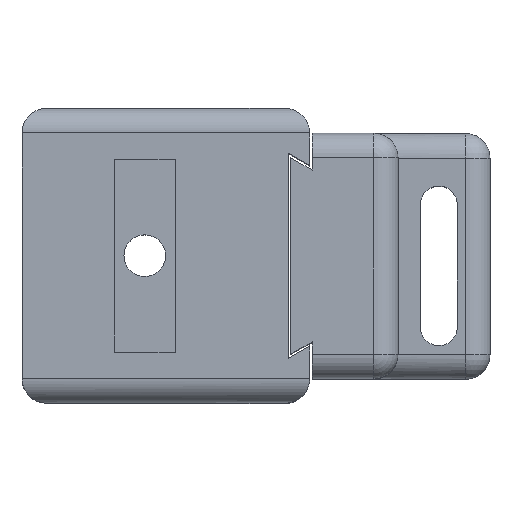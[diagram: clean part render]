
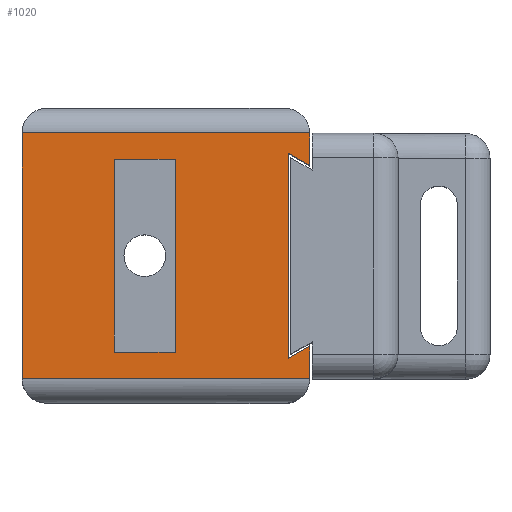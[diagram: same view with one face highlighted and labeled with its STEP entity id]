
A CAD part, top view. The second image highlights one B-rep face of the part: STEP entity #1020.
In plain terms, the highlighted planar face has unit normal (0, 0, 1).
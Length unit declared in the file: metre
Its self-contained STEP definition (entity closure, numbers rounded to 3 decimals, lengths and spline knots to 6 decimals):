
#116=ORIENTED_EDGE('',*,*,#403,.F.);
#117=ORIENTED_EDGE('',*,*,#404,.T.);
#118=ORIENTED_EDGE('',*,*,#376,.T.);
#119=ORIENTED_EDGE('',*,*,#405,.F.);
#120=ORIENTED_EDGE('',*,*,#399,.F.);
#121=ORIENTED_EDGE('',*,*,#406,.T.);
#122=ORIENTED_EDGE('',*,*,#407,.F.);
#123=ORIENTED_EDGE('',*,*,#408,.F.);
#124=ORIENTED_EDGE('',*,*,#395,.F.);
#125=ORIENTED_EDGE('',*,*,#380,.T.);
#126=ORIENTED_EDGE('',*,*,#386,.T.);
#127=ORIENTED_EDGE('',*,*,#409,.T.);
#376=EDGE_CURVE('',#522,#523,#612,.T.);
#380=EDGE_CURVE('',#526,#527,#616,.T.);
#386=EDGE_CURVE('',#527,#531,#622,.T.);
#395=EDGE_CURVE('',#526,#538,#631,.T.);
#399=EDGE_CURVE('',#541,#542,#635,.T.);
#403=EDGE_CURVE('',#544,#545,#639,.T.);
#404=EDGE_CURVE('',#544,#522,#640,.T.);
#405=EDGE_CURVE('',#545,#523,#641,.T.);
#406=EDGE_CURVE('',#541,#546,#642,.T.);
#407=EDGE_CURVE('',#547,#546,#643,.T.);
#408=EDGE_CURVE('',#538,#547,#644,.T.);
#409=EDGE_CURVE('',#531,#542,#645,.T.);
#522=VERTEX_POINT('',#1535);
#523=VERTEX_POINT('',#1536);
#526=VERTEX_POINT('',#1544);
#527=VERTEX_POINT('',#1545);
#531=VERTEX_POINT('',#1555);
#538=VERTEX_POINT('',#1574);
#541=VERTEX_POINT('',#1581);
#542=VERTEX_POINT('',#1583);
#544=VERTEX_POINT('',#1590);
#545=VERTEX_POINT('',#1591);
#546=VERTEX_POINT('',#1595);
#547=VERTEX_POINT('',#1597);
#612=LINE('',#1534,#720);
#616=LINE('',#1543,#724);
#622=LINE('',#1556,#730);
#631=LINE('',#1573,#739);
#635=LINE('',#1582,#743);
#639=LINE('',#1589,#747);
#640=LINE('',#1592,#748);
#641=LINE('',#1593,#749);
#642=LINE('',#1594,#750);
#643=LINE('',#1596,#751);
#644=LINE('',#1598,#752);
#645=LINE('',#1599,#753);
#720=VECTOR('',#1216,1.);
#724=VECTOR('',#1222,1.);
#730=VECTOR('',#1230,1.);
#739=VECTOR('',#1243,1.);
#743=VECTOR('',#1249,1.);
#747=VECTOR('',#1255,1.);
#748=VECTOR('',#1256,1.);
#749=VECTOR('',#1257,1.);
#750=VECTOR('',#1258,1.);
#751=VECTOR('',#1259,1.);
#752=VECTOR('',#1260,1.);
#753=VECTOR('',#1261,1.);
#832=EDGE_LOOP('',(#116,#117,#118,#119));
#833=EDGE_LOOP('',(#120,#121,#122,#123,#124,#125,#126,#127));
#908=FACE_BOUND('',#832,.T.);
#909=FACE_BOUND('',#833,.T.);
#984=PLANE('',#1110);
#1020=ADVANCED_FACE('',(#908,#909),#984,.F.);
#1110=AXIS2_PLACEMENT_3D('',#1588,#1253,#1254);
#1216=DIRECTION('',(1.,0.,0.));
#1222=DIRECTION('',(0.866,-0.5,0.));
#1230=DIRECTION('',(0.,1.,0.));
#1243=DIRECTION('',(0.,-1.,0.));
#1249=DIRECTION('',(0.,1.,0.));
#1253=DIRECTION('',(0.,0.,-1.));
#1254=DIRECTION('',(-1.,0.,0.));
#1255=DIRECTION('',(1.,0.,0.));
#1256=DIRECTION('',(0.,1.,0.));
#1257=DIRECTION('',(0.,1.,0.));
#1258=DIRECTION('',(1.,0.,0.));
#1259=DIRECTION('',(0.,-1.,0.));
#1260=DIRECTION('',(0.866,0.5,0.));
#1261=DIRECTION('',(-1.,0.,0.));
#1534=CARTESIAN_POINT('',(-0.023948,0.012551,0.0373));
#1535=CARTESIAN_POINT('',(-0.026428,0.012551,0.0373));
#1536=CARTESIAN_POINT('',(-0.021468,0.012551,0.0373));
#1543=CARTESIAN_POINT('',(-0.011389,0.012547,0.0373));
#1544=CARTESIAN_POINT('',(-0.012255,0.013047,0.0373));
#1545=CARTESIAN_POINT('',(-0.010523,0.012047,0.0373));
#1555=CARTESIAN_POINT('',(-0.010523,0.014701,0.0373));
#1556=CARTESIAN_POINT('',(-0.010523,0.013374,0.0373));
#1573=CARTESIAN_POINT('',(-0.012255,0.000528,0.0373));
#1574=CARTESIAN_POINT('',(-0.012255,-0.003645,0.0373));
#1581=CARTESIAN_POINT('',(-0.033948,-0.005299,0.0373));
#1582=CARTESIAN_POINT('',(-0.033948,0.004701,0.0373));
#1583=CARTESIAN_POINT('',(-0.033948,0.014701,0.0373));
#1588=CARTESIAN_POINT('',(-0.018129,-0.015299,0.0373));
#1589=CARTESIAN_POINT('',(-0.023948,-0.003149,0.0373));
#1590=CARTESIAN_POINT('',(-0.026428,-0.003149,0.0373));
#1591=CARTESIAN_POINT('',(-0.021468,-0.003149,0.0373));
#1592=CARTESIAN_POINT('',(-0.026428,-0.015299,0.0373));
#1593=CARTESIAN_POINT('',(-0.021468,-0.015299,0.0373));
#1594=CARTESIAN_POINT('',(-0.010523,-0.005299,0.0373));
#1595=CARTESIAN_POINT('',(-0.010523,-0.005299,0.0373));
#1596=CARTESIAN_POINT('',(-0.010523,-0.003972,0.0373));
#1597=CARTESIAN_POINT('',(-0.010523,-0.002645,0.0373));
#1598=CARTESIAN_POINT('',(-0.011389,-0.003145,0.0373));
#1599=CARTESIAN_POINT('',(-0.033948,0.014701,0.0373));
